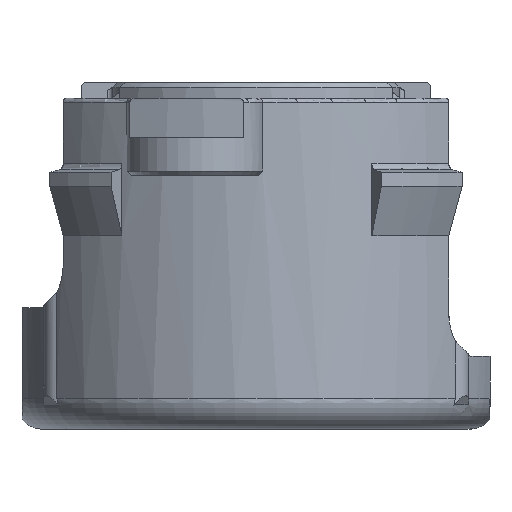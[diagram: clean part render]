
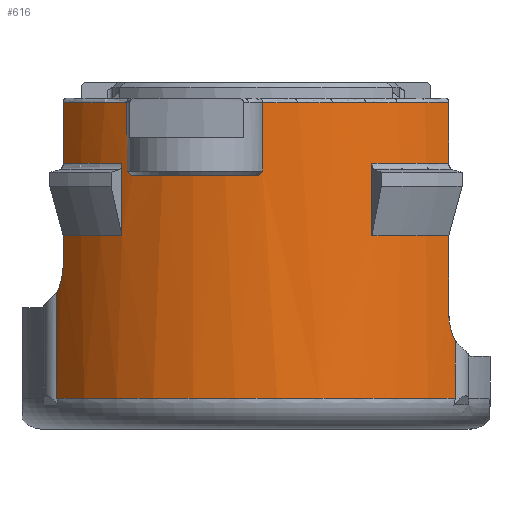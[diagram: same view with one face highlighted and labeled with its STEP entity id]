
A CAD part, left-side view. The second image highlights one B-rep face of the part: STEP entity #616.
In plain terms, the highlighted cylindrical face has radius 5.5 mm (diameter 11 mm), a partial arc.
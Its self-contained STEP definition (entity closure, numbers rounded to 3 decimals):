
#108=CYLINDRICAL_SURFACE('',#5960,5.5);
#288=FACE_OUTER_BOUND('',#1614,.T.);
#616=ADVANCED_FACE('',(#288),#108,.T.);
#1091=B_SPLINE_CURVE_WITH_KNOTS('',3,(#9072,#9073,#9074,#9075),
 .UNSPECIFIED.,.F.,.F.,(4,4),(0.,1.),.UNSPECIFIED.);
#1092=B_SPLINE_CURVE_WITH_KNOTS('',3,(#9079,#9080,#9081,#9082),
 .UNSPECIFIED.,.F.,.F.,(4,4),(0.,1.),.UNSPECIFIED.);
#1093=B_SPLINE_CURVE_WITH_KNOTS('',3,(#9095,#9096,#9097,#9098,#9099,#9100,
#9101,#9102,#9103,#9104),.UNSPECIFIED.,.F.,.F.,(4,3,3,4),(0.,0.472,
0.943,1.),.UNSPECIFIED.);
#1094=B_SPLINE_CURVE_WITH_KNOTS('',3,(#9112,#9113,#9114,#9115,#9116,#9117,
#9118,#9119,#9120,#9121),.UNSPECIFIED.,.F.,.F.,(4,3,3,4),(0.,0.239,
0.716,1.),.UNSPECIFIED.);
#1319=CIRCLE('',#5952,5.5);
#1320=CIRCLE('',#5953,5.5);
#1321=CIRCLE('',#5954,5.5);
#1322=CIRCLE('',#5955,5.5);
#1323=CIRCLE('',#5956,5.5);
#1324=CIRCLE('',#5957,5.5);
#1325=CIRCLE('',#5958,5.5);
#1326=CIRCLE('',#5959,5.5);
#1614=EDGE_LOOP('',(#2185,#2186,#2187,#2188,#2189,#2190,#2191,#2192,#2193,
#2194,#2195,#2196,#2197,#2198,#2199,#2200,#2201,#2202,#2203,#2204,#2205,
#2206));
#2185=ORIENTED_EDGE('',*,*,#4496,.F.);
#2186=ORIENTED_EDGE('',*,*,#4497,.T.);
#2187=ORIENTED_EDGE('',*,*,#4498,.F.);
#2188=ORIENTED_EDGE('',*,*,#4499,.T.);
#2189=ORIENTED_EDGE('',*,*,#4383,.F.);
#2190=ORIENTED_EDGE('',*,*,#4500,.T.);
#2191=ORIENTED_EDGE('',*,*,#4501,.T.);
#2192=ORIENTED_EDGE('',*,*,#4502,.T.);
#2193=ORIENTED_EDGE('',*,*,#4381,.F.);
#2194=ORIENTED_EDGE('',*,*,#4503,.T.);
#2195=ORIENTED_EDGE('',*,*,#4504,.T.);
#2196=ORIENTED_EDGE('',*,*,#4505,.T.);
#2197=ORIENTED_EDGE('',*,*,#4506,.F.);
#2198=ORIENTED_EDGE('',*,*,#4507,.T.);
#2199=ORIENTED_EDGE('',*,*,#4508,.T.);
#2200=ORIENTED_EDGE('',*,*,#4509,.T.);
#2201=ORIENTED_EDGE('',*,*,#4510,.T.);
#2202=ORIENTED_EDGE('',*,*,#4511,.T.);
#2203=ORIENTED_EDGE('',*,*,#4512,.T.);
#2204=ORIENTED_EDGE('',*,*,#4513,.T.);
#2205=ORIENTED_EDGE('',*,*,#4514,.F.);
#2206=ORIENTED_EDGE('',*,*,#4515,.T.);
#3815=VERTEX_POINT('',#8466);
#3816=VERTEX_POINT('',#8468);
#3817=VERTEX_POINT('',#8470);
#3818=VERTEX_POINT('',#8472);
#3909=VERTEX_POINT('',#9065);
#3910=VERTEX_POINT('',#9066);
#3911=VERTEX_POINT('',#9068);
#3912=VERTEX_POINT('',#9070);
#3913=VERTEX_POINT('',#9076);
#3914=VERTEX_POINT('',#9078);
#3915=VERTEX_POINT('',#9084);
#3916=VERTEX_POINT('',#9086);
#3917=VERTEX_POINT('',#9088);
#3918=VERTEX_POINT('',#9090);
#3919=VERTEX_POINT('',#9092);
#3920=VERTEX_POINT('',#9094);
#3921=VERTEX_POINT('',#9105);
#3922=VERTEX_POINT('',#9107);
#3923=VERTEX_POINT('',#9109);
#3924=VERTEX_POINT('',#9111);
#3925=VERTEX_POINT('',#9122);
#3926=VERTEX_POINT('',#9124);
#4381=EDGE_CURVE('',#3815,#3816,#5212,.T.);
#4383=EDGE_CURVE('',#3817,#3818,#5213,.T.);
#4496=EDGE_CURVE('',#3909,#3910,#5245,.T.);
#4497=EDGE_CURVE('',#3909,#3911,#1319,.T.);
#4498=EDGE_CURVE('',#3912,#3911,#5246,.T.);
#4499=EDGE_CURVE('',#3912,#3818,#1320,.T.);
#4500=EDGE_CURVE('',#3817,#3913,#1091,.T.);
#4501=EDGE_CURVE('',#3913,#3914,#1321,.T.);
#4502=EDGE_CURVE('',#3914,#3816,#1092,.T.);
#4503=EDGE_CURVE('',#3815,#3915,#1322,.T.);
#4504=EDGE_CURVE('',#3915,#3916,#5247,.T.);
#4505=EDGE_CURVE('',#3916,#3917,#1323,.T.);
#4506=EDGE_CURVE('',#3918,#3917,#5248,.T.);
#4507=EDGE_CURVE('',#3918,#3919,#1324,.T.);
#4508=EDGE_CURVE('',#3919,#3920,#5249,.T.);
#4509=EDGE_CURVE('',#3920,#3921,#1093,.T.);
#4510=EDGE_CURVE('',#3921,#3922,#5250,.T.);
#4511=EDGE_CURVE('',#3922,#3923,#1325,.T.);
#4512=EDGE_CURVE('',#3923,#3924,#5251,.T.);
#4513=EDGE_CURVE('',#3924,#3925,#1094,.T.);
#4514=EDGE_CURVE('',#3926,#3925,#5252,.T.);
#4515=EDGE_CURVE('',#3926,#3910,#1326,.T.);
#5212=LINE('',#8467,#5545);
#5213=LINE('',#8471,#5546);
#5245=LINE('',#9064,#5578);
#5246=LINE('',#9069,#5579);
#5247=LINE('',#9085,#5580);
#5248=LINE('',#9089,#5581);
#5249=LINE('',#9093,#5582);
#5250=LINE('',#9106,#5583);
#5251=LINE('',#9110,#5584);
#5252=LINE('',#9123,#5585);
#5545=VECTOR('',#6662,1.);
#5546=VECTOR('',#6665,1.);
#5578=VECTOR('',#6789,1.);
#5579=VECTOR('',#6792,1.);
#5580=VECTOR('',#6799,1.);
#5581=VECTOR('',#6802,1.);
#5582=VECTOR('',#6805,1.);
#5583=VECTOR('',#6806,1.);
#5584=VECTOR('',#6809,1.);
#5585=VECTOR('',#6810,1.);
#5952=AXIS2_PLACEMENT_3D('',#9067,#6790,#6791);
#5953=AXIS2_PLACEMENT_3D('',#9071,#6793,#6794);
#5954=AXIS2_PLACEMENT_3D('',#9077,#6795,#6796);
#5955=AXIS2_PLACEMENT_3D('',#9083,#6797,#6798);
#5956=AXIS2_PLACEMENT_3D('',#9087,#6800,#6801);
#5957=AXIS2_PLACEMENT_3D('',#9091,#6803,#6804);
#5958=AXIS2_PLACEMENT_3D('',#9108,#6807,#6808);
#5959=AXIS2_PLACEMENT_3D('',#9125,#6811,#6812);
#5960=AXIS2_PLACEMENT_3D('',#9126,#6813,#6814);
#6662=DIRECTION('',(0.,0.,-1.));
#6665=DIRECTION('',(0.,0.,1.));
#6789=DIRECTION('',(0.,0.,-1.));
#6790=DIRECTION('',(0.,0.,1.));
#6791=DIRECTION('',(-1.,0.,0.));
#6792=DIRECTION('',(0.,0.,-1.));
#6793=DIRECTION('',(0.,0.,-1.));
#6794=DIRECTION('',(1.,0.,0.));
#6795=DIRECTION('',(0.,0.,-1.));
#6796=DIRECTION('',(1.,0.,0.));
#6797=DIRECTION('',(0.,0.,-1.));
#6798=DIRECTION('',(1.,0.,0.));
#6799=DIRECTION('',(0.,0.,-1.));
#6800=DIRECTION('',(0.,0.,1.));
#6801=DIRECTION('',(-1.,0.,0.));
#6802=DIRECTION('',(0.,0.,1.));
#6803=DIRECTION('',(0.,0.,-1.));
#6804=DIRECTION('',(-1.,0.,0.));
#6805=DIRECTION('',(0.,0.,-1.));
#6806=DIRECTION('',(0.,0.,-1.));
#6807=DIRECTION('',(0.,0.,1.));
#6808=DIRECTION('',(1.,0.,0.));
#6809=DIRECTION('',(0.,0.,1.));
#6810=DIRECTION('',(0.,0.,-1.));
#6811=DIRECTION('',(0.,0.,-1.));
#6812=DIRECTION('',(-1.,0.,0.));
#6813=DIRECTION('',(0.,0.,-1.));
#6814=DIRECTION('',(-1.,0.,0.));
#8466=CARTESIAN_POINT('',(-4.685,2.88,7.4));
#8467=CARTESIAN_POINT('',(-4.685,2.88,74.25));
#8468=CARTESIAN_POINT('',(-4.685,2.88,5.85));
#8470=CARTESIAN_POINT('',(-5.498,-0.152,5.85));
#8471=CARTESIAN_POINT('',(-5.498,-0.152,74.25));
#8472=CARTESIAN_POINT('',(-5.498,-0.152,7.4));
#9064=CARTESIAN_POINT('',(-4.833,-2.624,5.9));
#9065=CARTESIAN_POINT('',(-4.833,-2.624,6.026));
#9066=CARTESIAN_POINT('',(-4.833,-2.624,4.386));
#9067=CARTESIAN_POINT('',(0.,0.,6.026));
#9068=CARTESIAN_POINT('',(-3.344,-4.366,6.026));
#9069=CARTESIAN_POINT('',(-3.344,-4.366,7.5));
#9070=CARTESIAN_POINT('',(-3.344,-4.366,7.4));
#9071=CARTESIAN_POINT('',(0.,0.,7.4));
#9072=CARTESIAN_POINT('',(-5.498,-0.152,5.85));
#9073=CARTESIAN_POINT('',(-5.499,-0.117,5.817));
#9074=CARTESIAN_POINT('',(-5.5,-0.082,5.783));
#9075=CARTESIAN_POINT('',(-5.5,-0.046,5.75));
#9076=CARTESIAN_POINT('',(-5.5,-0.046,5.75));
#9077=CARTESIAN_POINT('',(0.,0.,5.75));
#9078=CARTESIAN_POINT('',(-4.74,2.79,5.75));
#9079=CARTESIAN_POINT('',(-4.74,2.79,5.75));
#9080=CARTESIAN_POINT('',(-4.722,2.82,5.783));
#9081=CARTESIAN_POINT('',(-4.704,2.85,5.817));
#9082=CARTESIAN_POINT('',(-4.685,2.88,5.85));
#9083=CARTESIAN_POINT('',(0.,0.,7.4));
#9084=CARTESIAN_POINT('',(-3.344,4.366,7.4));
#9085=CARTESIAN_POINT('',(-3.344,4.366,7.5));
#9086=CARTESIAN_POINT('',(-3.344,4.366,6.026));
#9087=CARTESIAN_POINT('',(0.,0.,6.026));
#9088=CARTESIAN_POINT('',(-4.586,3.036,6.026));
#9089=CARTESIAN_POINT('',(-4.586,3.036,4.386));
#9090=CARTESIAN_POINT('',(-4.586,3.036,4.386));
#9091=CARTESIAN_POINT('',(0.,0.,4.386));
#9092=CARTESIAN_POINT('',(-3.344,4.366,4.386));
#9093=CARTESIAN_POINT('',(-3.344,4.366,7.5));
#9094=CARTESIAN_POINT('',(-3.344,4.366,3.75));
#9095=CARTESIAN_POINT('',(-3.344,4.366,3.75));
#9096=CARTESIAN_POINT('',(-3.344,4.366,3.64));
#9097=CARTESIAN_POINT('',(-3.329,4.378,3.529));
#9098=CARTESIAN_POINT('',(-3.3,4.4,3.425));
#9099=CARTESIAN_POINT('',(-3.271,4.422,3.321));
#9100=CARTESIAN_POINT('',(-3.227,4.454,3.222));
#9101=CARTESIAN_POINT('',(-3.171,4.494,3.136));
#9102=CARTESIAN_POINT('',(-3.164,4.499,3.126));
#9103=CARTESIAN_POINT('',(-3.157,4.504,3.116));
#9104=CARTESIAN_POINT('',(-3.15,4.509,3.106));
#9105=CARTESIAN_POINT('',(-3.15,4.509,3.106));
#9106=CARTESIAN_POINT('',(-3.15,4.509,37.674));
#9107=CARTESIAN_POINT('',(-3.15,4.509,0.7));
#9108=CARTESIAN_POINT('',(0.,0.,0.7));
#9109=CARTESIAN_POINT('',(-3.15,-4.509,0.7));
#9110=CARTESIAN_POINT('',(-3.15,-4.509,26.875));
#9111=CARTESIAN_POINT('',(-3.15,-4.509,2.006));
#9112=CARTESIAN_POINT('',(-3.15,-4.509,2.006));
#9113=CARTESIAN_POINT('',(-3.18,-4.488,2.048));
#9114=CARTESIAN_POINT('',(-3.207,-4.468,2.093));
#9115=CARTESIAN_POINT('',(-3.23,-4.451,2.141));
#9116=CARTESIAN_POINT('',(-3.277,-4.418,2.236));
#9117=CARTESIAN_POINT('',(-3.31,-4.392,2.342));
#9118=CARTESIAN_POINT('',(-3.328,-4.379,2.451));
#9119=CARTESIAN_POINT('',(-3.339,-4.37,2.516));
#9120=CARTESIAN_POINT('',(-3.344,-4.366,2.583));
#9121=CARTESIAN_POINT('',(-3.344,-4.366,2.65));
#9122=CARTESIAN_POINT('',(-3.344,-4.366,2.65));
#9123=CARTESIAN_POINT('',(-3.344,-4.366,7.5));
#9124=CARTESIAN_POINT('',(-3.344,-4.366,4.386));
#9125=CARTESIAN_POINT('',(0.,0.,4.386));
#9126=CARTESIAN_POINT('',(0.,0.,7.5));
